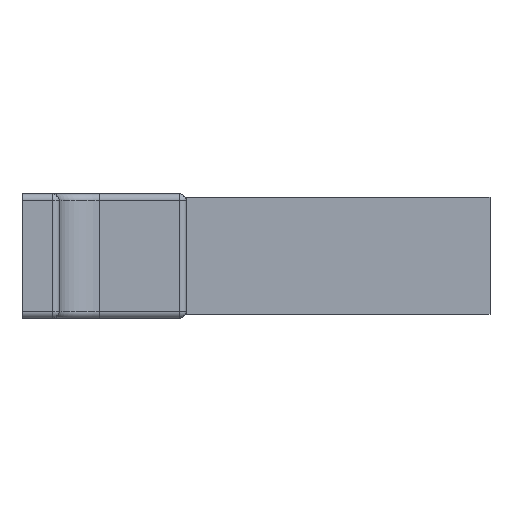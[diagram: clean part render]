
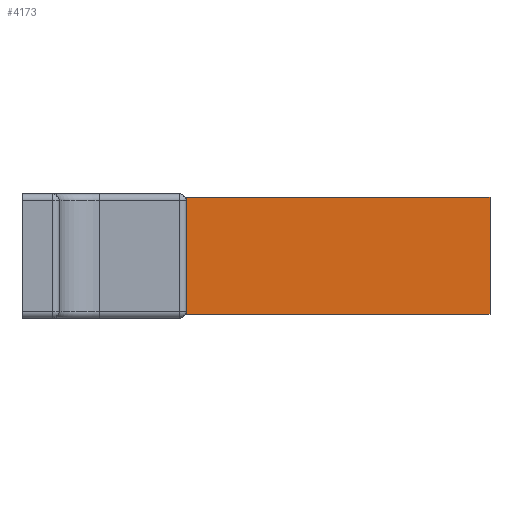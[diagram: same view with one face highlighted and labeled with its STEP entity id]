
A CAD part, front view. The second image highlights one B-rep face of the part: STEP entity #4173.
In plain terms, the highlighted face is planar.
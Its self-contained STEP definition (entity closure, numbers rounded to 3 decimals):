
#60 = FACE_OUTER_BOUND ( 'NONE', #1443, .T. ) ;
#149 = CARTESIAN_POINT ( 'NONE',  ( 18.3, 36.6, -7.05 ) ) ;
#234 = VECTOR ( 'NONE', #758, 1000. ) ;
#244 = DIRECTION ( 'NONE',  ( 0., 0., -1. ) ) ;
#434 = LINE ( 'NONE', #4459, #234 ) ;
#510 = LINE ( 'NONE', #1579, #4553 ) ;
#717 = DIRECTION ( 'NONE',  ( 1., 0., 0. ) ) ;
#758 = DIRECTION ( 'NONE',  ( 0., 1., 0. ) ) ;
#799 = VERTEX_POINT ( 'NONE', #2210 ) ;
#1264 = VECTOR ( 'NONE', #1642, 1000. ) ;
#1348 = EDGE_CURVE ( 'NONE', #4389, #3919, #434, .T. ) ;
#1443 = EDGE_LOOP ( 'NONE', ( #1569, #1706, #2727, #2692 ) ) ;
#1511 = DIRECTION ( 'NONE',  ( 0., -1., 0. ) ) ;
#1569 = ORIENTED_EDGE ( 'NONE', *, *, #1348, .T. ) ;
#1579 = CARTESIAN_POINT ( 'NONE',  ( 18.3, -0.732, 7.05 ) ) ;
#1599 = CARTESIAN_POINT ( 'NONE',  ( 18.3, 36.6, 7.05 ) ) ;
#1642 = DIRECTION ( 'NONE',  ( 0., 0., 1. ) ) ;
#1706 = ORIENTED_EDGE ( 'NONE', *, *, #2214, .T. ) ;
#1896 = CARTESIAN_POINT ( 'NONE',  ( 18.3, 0., -7.05 ) ) ;
#1919 = VERTEX_POINT ( 'NONE', #1599 ) ;
#2210 = CARTESIAN_POINT ( 'NONE',  ( 18.3, 0., 7.05 ) ) ;
#2214 = EDGE_CURVE ( 'NONE', #3919, #1919, #4171, .T. ) ;
#2222 = EDGE_CURVE ( 'NONE', #4389, #799, #3165, .T. ) ;
#2681 = PLANE ( 'NONE',  #3505 ) ;
#2692 = ORIENTED_EDGE ( 'NONE', *, *, #2222, .F. ) ;
#2727 = ORIENTED_EDGE ( 'NONE', *, *, #3285, .T. ) ;
#3095 = CARTESIAN_POINT ( 'NONE',  ( 18.3, 36.6, -7.332 ) ) ;
#3165 = LINE ( 'NONE', #4621, #1264 ) ;
#3285 = EDGE_CURVE ( 'NONE', #1919, #799, #510, .T. ) ;
#3325 = VECTOR ( 'NONE', #4550, 1000. ) ;
#3505 = AXIS2_PLACEMENT_3D ( 'NONE', #4598, #717, #244 ) ;
#3919 = VERTEX_POINT ( 'NONE', #149 ) ;
#4171 = LINE ( 'NONE', #3095, #3325 ) ;
#4173 = ADVANCED_FACE ( 'NONE', ( #60 ), #2681, .T. ) ;
#4389 = VERTEX_POINT ( 'NONE', #1896 ) ;
#4459 = CARTESIAN_POINT ( 'NONE',  ( 18.3, -0.732, -7.05 ) ) ;
#4550 = DIRECTION ( 'NONE',  ( 0., 0., 1. ) ) ;
#4553 = VECTOR ( 'NONE', #1511, 1000. ) ;
#4598 = CARTESIAN_POINT ( 'NONE',  ( 18.3, -0.732, -7.332 ) ) ;
#4621 = CARTESIAN_POINT ( 'NONE',  ( 18.3, 0., -7.332 ) ) ;
